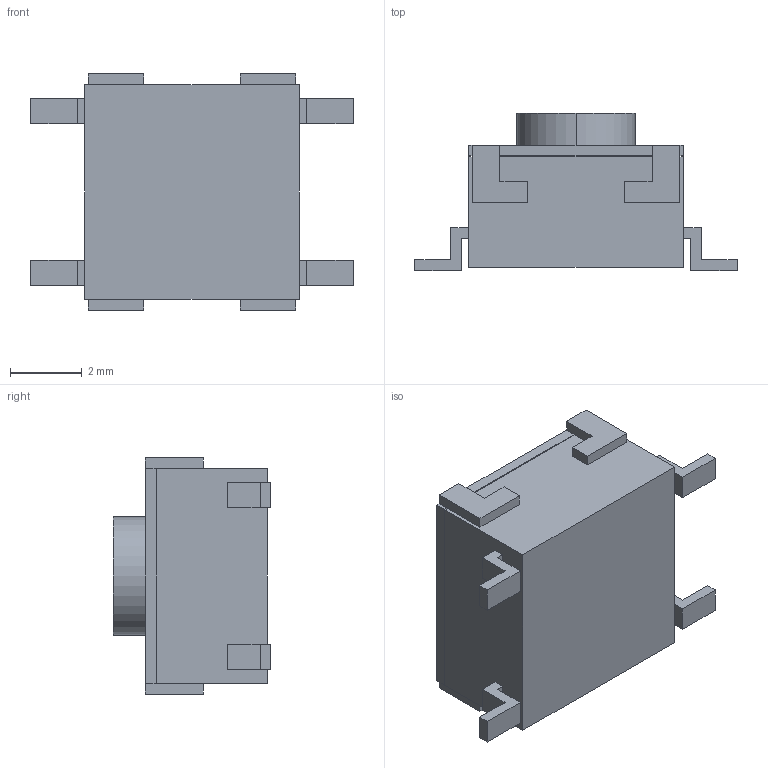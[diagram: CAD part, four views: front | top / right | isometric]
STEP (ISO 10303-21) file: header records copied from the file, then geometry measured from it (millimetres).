
FILE_DESCRIPTION (( 'STEP AP203' ), '1' );
FILE_NAME ('B3S_100[].step', '2015-05-29T09:22:12', ( 'OSMC1.0 ' ), ( ' ' ), 'SwSTEP 2.0', 'SolidWorks 2002025', '' );
FILE_SCHEMA (( 'CONFIG_CONTROL_DESIGN' ));
Length unit declared in the file: millimetre
Products named in the file (1): B3S_100[]
Bounding box: 9 x 4.4 x 6.6 mm (x, y, z)
Volume: 134.1 mm3; surface area: 199.1 mm2
Topology: 1 solids, 1 shells, 87 faces, 242 edges, 156 vertices
Faces by surface type: plane 85, cylinder 2
Entity records: 2805 total; most frequent: CARTESIAN_POINT 486, ORIENTED_EDGE 484, DIRECTION 422, EDGE_CURVE 242, LINE 238, VECTOR 238, VERTEX_POINT 156, EDGE_LOOP 94
